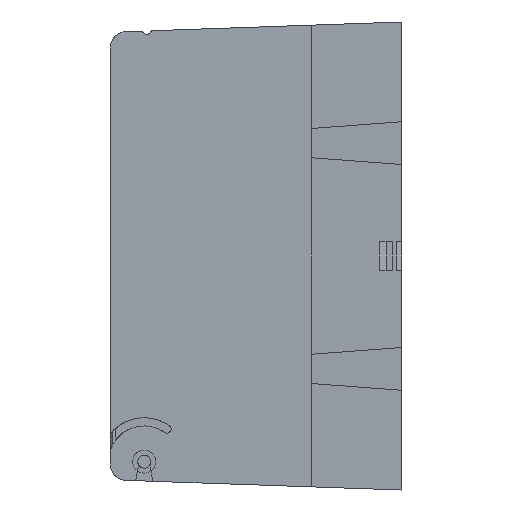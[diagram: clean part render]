
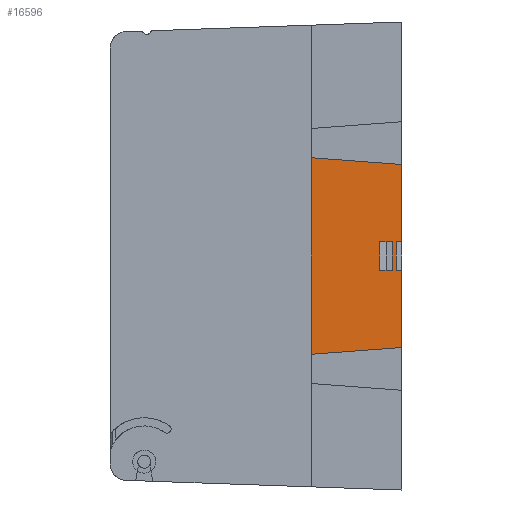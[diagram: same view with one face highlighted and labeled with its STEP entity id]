
A CAD part, left-side view. The second image highlights one B-rep face of the part: STEP entity #16596.
In plain terms, the highlighted planar face has unit normal (-1, 0, 0).
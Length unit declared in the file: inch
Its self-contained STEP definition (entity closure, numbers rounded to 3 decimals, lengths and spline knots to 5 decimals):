
#394 = DIRECTION ( 'NONE',  ( 0., 0., 1. ) ) ;
#682 = VERTEX_POINT ( 'NONE', #3233 ) ;
#1087 = EDGE_CURVE ( 'NONE', #25225, #21444, #5788, .T. ) ;
#1824 = DIRECTION ( 'NONE',  ( 1., 0., 0. ) ) ;
#2371 = DIRECTION ( 'NONE',  ( 0., 0., -1. ) ) ;
#2593 = LINE ( 'NONE', #6861, #3499 ) ;
#2675 = DIRECTION ( 'NONE',  ( 0., -0.997, 0.074 ) ) ;
#2692 = EDGE_LOOP ( 'NONE', ( #6273, #16276, #7222, #10064, #6754, #22741, #24968, #5705 ) ) ;
#2849 = CARTESIAN_POINT ( 'NONE',  ( -1.365, 0.26794, -0.175 ) ) ;
#3051 = DIRECTION ( 'NONE',  ( 0., -0.997, -0.074 ) ) ;
#3233 = CARTESIAN_POINT ( 'NONE',  ( -1.365, 0., 0.175 ) ) ;
#3499 = VECTOR ( 'NONE', #23833, 39.37008 ) ;
#3887 = PLANE ( 'NONE',  #9685 ) ;
#4036 = VECTOR ( 'NONE', #3051, 39.37008 ) ;
#4569 = LINE ( 'NONE', #6370, #18940 ) ;
#4795 = EDGE_LOOP ( 'NONE', ( #18696, #13839, #17209, #10552 ) ) ;
#4855 = DIRECTION ( 'NONE',  ( 0., 0., 1. ) ) ;
#5705 = ORIENTED_EDGE ( 'NONE', *, *, #9723, .T. ) ;
#5788 = LINE ( 'NONE', #11745, #4036 ) ;
#6035 = DIRECTION ( 'NONE',  ( 0., -1., 0. ) ) ;
#6273 = ORIENTED_EDGE ( 'NONE', *, *, #18730, .F. ) ;
#6300 = CARTESIAN_POINT ( 'NONE',  ( -1.365, 1.1, -1.19653 ) ) ;
#6334 = CARTESIAN_POINT ( 'NONE',  ( -1.365, 0.065, -0.175 ) ) ;
#6370 = CARTESIAN_POINT ( 'NONE',  ( -1.365, 1.1, 6.44233 ) ) ;
#6533 = LINE ( 'NONE', #8466, #11372 ) ;
#6609 = CARTESIAN_POINT ( 'NONE',  ( -1.365, 0.26794, -0.175 ) ) ;
#6621 = CARTESIAN_POINT ( 'NONE',  ( -1.365, 0., 6.44233 ) ) ;
#6754 = ORIENTED_EDGE ( 'NONE', *, *, #7945, .F. ) ;
#6861 = CARTESIAN_POINT ( 'NONE',  ( -1.365, 0., 6.44233 ) ) ;
#7222 = ORIENTED_EDGE ( 'NONE', *, *, #16207, .T. ) ;
#7716 = EDGE_CURVE ( 'NONE', #9608, #682, #23030, .T. ) ;
#7782 = CARTESIAN_POINT ( 'NONE',  ( -1.365, 0.115, -0.175 ) ) ;
#7938 = VECTOR ( 'NONE', #11968, 39.37008 ) ;
#7945 = EDGE_CURVE ( 'NONE', #21444, #682, #2593, .T. ) ;
#8049 = VECTOR ( 'NONE', #21254, 39.37008 ) ;
#8052 = VERTEX_POINT ( 'NONE', #26474 ) ;
#8441 = VERTEX_POINT ( 'NONE', #9454 ) ;
#8466 = CARTESIAN_POINT ( 'NONE',  ( -1.365, -0.55706, -1.07371 ) ) ;
#8653 = LINE ( 'NONE', #13081, #19352 ) ;
#9329 = EDGE_CURVE ( 'NONE', #8441, #22369, #10430, .T. ) ;
#9343 = VECTOR ( 'NONE', #19430, 39.37008 ) ;
#9454 = CARTESIAN_POINT ( 'NONE',  ( -1.365, 0.26794, 0.175 ) ) ;
#9486 = VERTEX_POINT ( 'NONE', #2849 ) ;
#9608 = VERTEX_POINT ( 'NONE', #21171 ) ;
#9685 = AXIS2_PLACEMENT_3D ( 'NONE', #10373, #1824, #10244 ) ;
#9723 = EDGE_CURVE ( 'NONE', #16522, #11595, #6533, .T. ) ;
#9769 = CARTESIAN_POINT ( 'NONE',  ( -1.365, 0.115, 0.175 ) ) ;
#10064 = ORIENTED_EDGE ( 'NONE', *, *, #7716, .T. ) ;
#10244 = DIRECTION ( 'NONE',  ( 0., 0., -1. ) ) ;
#10373 = CARTESIAN_POINT ( 'NONE',  ( -1.365, 0., 6.44233 ) ) ;
#10430 = LINE ( 'NONE', #26751, #7938 ) ;
#10469 = LINE ( 'NONE', #6334, #15530 ) ;
#10522 = EDGE_CURVE ( 'NONE', #20906, #8052, #14470, .T. ) ;
#10552 = ORIENTED_EDGE ( 'NONE', *, *, #20907, .F. ) ;
#10592 = CARTESIAN_POINT ( 'NONE',  ( -1.365, 0., 0.175 ) ) ;
#11372 = VECTOR ( 'NONE', #2675, 39.37008 ) ;
#11595 = VERTEX_POINT ( 'NONE', #25166 ) ;
#11745 = CARTESIAN_POINT ( 'NONE',  ( -1.365, 0., 1.115 ) ) ;
#11968 = DIRECTION ( 'NONE',  ( 0., -1., 0. ) ) ;
#12646 = VERTEX_POINT ( 'NONE', #7782 ) ;
#12976 = LINE ( 'NONE', #6621, #8049 ) ;
#13081 = CARTESIAN_POINT ( 'NONE',  ( -1.365, 0.115, -0.175 ) ) ;
#13433 = CARTESIAN_POINT ( 'NONE',  ( -1.365, 0.065, -0.175 ) ) ;
#13839 = ORIENTED_EDGE ( 'NONE', *, *, #16121, .T. ) ;
#13918 = VECTOR ( 'NONE', #14340, 39.37008 ) ;
#14340 = DIRECTION ( 'NONE',  ( 0., -1., 0. ) ) ;
#14470 = LINE ( 'NONE', #26521, #13918 ) ;
#15530 = VECTOR ( 'NONE', #394, 39.37008 ) ;
#15626 = LINE ( 'NONE', #17296, #19365 ) ;
#16121 = EDGE_CURVE ( 'NONE', #9486, #8441, #22364, .T. ) ;
#16207 = EDGE_CURVE ( 'NONE', #20906, #9608, #10469, .T. ) ;
#16276 = ORIENTED_EDGE ( 'NONE', *, *, #10522, .F. ) ;
#16522 = VERTEX_POINT ( 'NONE', #6300 ) ;
#16596 = ADVANCED_FACE ( 'NONE', ( #27104, #22930 ), #3887, .F. ) ;
#16699 = EDGE_CURVE ( 'NONE', #25225, #16522, #4569, .T. ) ;
#17209 = ORIENTED_EDGE ( 'NONE', *, *, #9329, .T. ) ;
#17296 = CARTESIAN_POINT ( 'NONE',  ( -1.365, 0.115, -0.175 ) ) ;
#18696 = ORIENTED_EDGE ( 'NONE', *, *, #26741, .F. ) ;
#18730 = EDGE_CURVE ( 'NONE', #8052, #11595, #12976, .T. ) ;
#18940 = VECTOR ( 'NONE', #2371, 39.37008 ) ;
#19352 = VECTOR ( 'NONE', #21619, 39.37008 ) ;
#19365 = VECTOR ( 'NONE', #4855, 39.37008 ) ;
#19430 = DIRECTION ( 'NONE',  ( 0., 0., 1. ) ) ;
#20906 = VERTEX_POINT ( 'NONE', #13433 ) ;
#20907 = EDGE_CURVE ( 'NONE', #12646, #22369, #15626, .T. ) ;
#21171 = CARTESIAN_POINT ( 'NONE',  ( -1.365, 0.065, 0.175 ) ) ;
#21254 = DIRECTION ( 'NONE',  ( 0., 0., -1. ) ) ;
#21255 = CARTESIAN_POINT ( 'NONE',  ( -1.365, 1.1, 1.19653 ) ) ;
#21444 = VERTEX_POINT ( 'NONE', #23810 ) ;
#21619 = DIRECTION ( 'NONE',  ( 0., -1., 0. ) ) ;
#22364 = LINE ( 'NONE', #6609, #9343 ) ;
#22369 = VERTEX_POINT ( 'NONE', #9769 ) ;
#22741 = ORIENTED_EDGE ( 'NONE', *, *, #1087, .F. ) ;
#22930 = FACE_BOUND ( 'NONE', #4795, .T. ) ;
#23030 = LINE ( 'NONE', #10592, #25086 ) ;
#23810 = CARTESIAN_POINT ( 'NONE',  ( -1.365, 0., 1.115 ) ) ;
#23833 = DIRECTION ( 'NONE',  ( 0., 0., -1. ) ) ;
#24968 = ORIENTED_EDGE ( 'NONE', *, *, #16699, .T. ) ;
#25086 = VECTOR ( 'NONE', #6035, 39.37008 ) ;
#25166 = CARTESIAN_POINT ( 'NONE',  ( -1.365, 0., -1.115 ) ) ;
#25225 = VERTEX_POINT ( 'NONE', #21255 ) ;
#26474 = CARTESIAN_POINT ( 'NONE',  ( -1.365, 0., -0.175 ) ) ;
#26521 = CARTESIAN_POINT ( 'NONE',  ( -1.365, 0., -0.175 ) ) ;
#26741 = EDGE_CURVE ( 'NONE', #9486, #12646, #8653, .T. ) ;
#26751 = CARTESIAN_POINT ( 'NONE',  ( -1.365, 0.115, 0.175 ) ) ;
#27104 = FACE_OUTER_BOUND ( 'NONE', #2692, .T. ) ;
